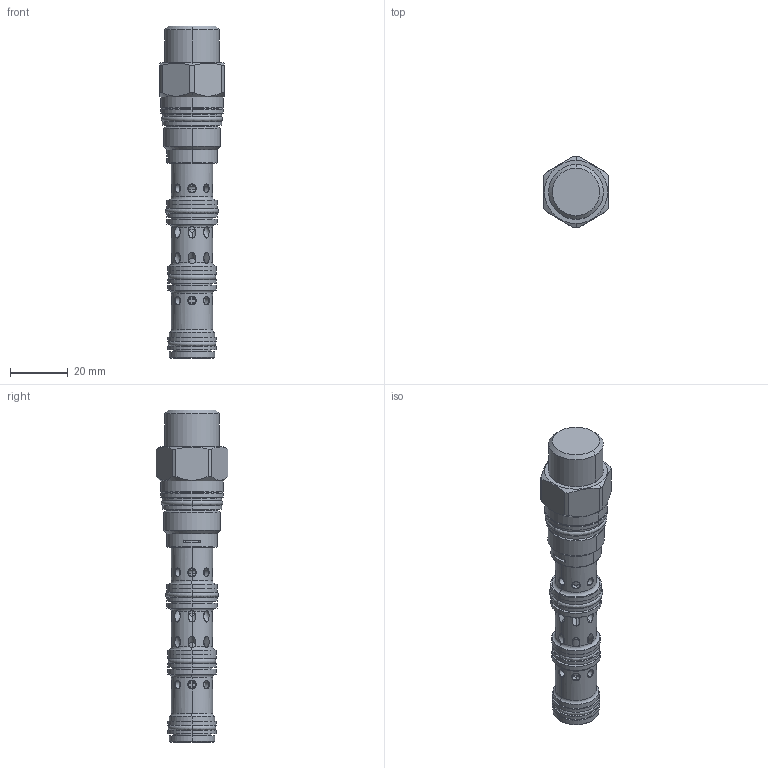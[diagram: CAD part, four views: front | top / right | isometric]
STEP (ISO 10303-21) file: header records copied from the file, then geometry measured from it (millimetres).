
FILE_DESCRIPTION((''),'2;1');
FILE_NAME('DSCY-XEN_PRT','2010-05-06T',('Administrator'),(''),'PRO/ENGINEER BY PARAMETRIC TECHNOLOGY CORPORATION, 2006240','PRO/ENGINEER BY PARAMETRIC TECHNOLOGY CORPORATION, 2006240','');
FILE_SCHEMA(('CONFIG_CONTROL_DESIGN'));
Length unit declared in the file: inch
Products named in the file (1): DSCY-XEN_PRT
Bounding box: 22.23 x 24.84 x 115.02 mm (x, y, z)
Volume: 23864.5 mm3; surface area: 15970.7 mm2
Topology: 5 solids, 5 shells, 465 faces, 1092 edges, 658 vertices
Faces by surface type: cylinder 218, torus 89, cone 74, plane 70, revolution 14
Entity records: 17015 total; most frequent: CARTESIAN_POINT 6160, DIRECTION 2364, ORIENTED_EDGE 2180, EDGE_CURVE 1090, AXIS2_PLACEMENT_3D 1019, VERTEX_POINT 658, CIRCLE 568, EDGE_LOOP 564
